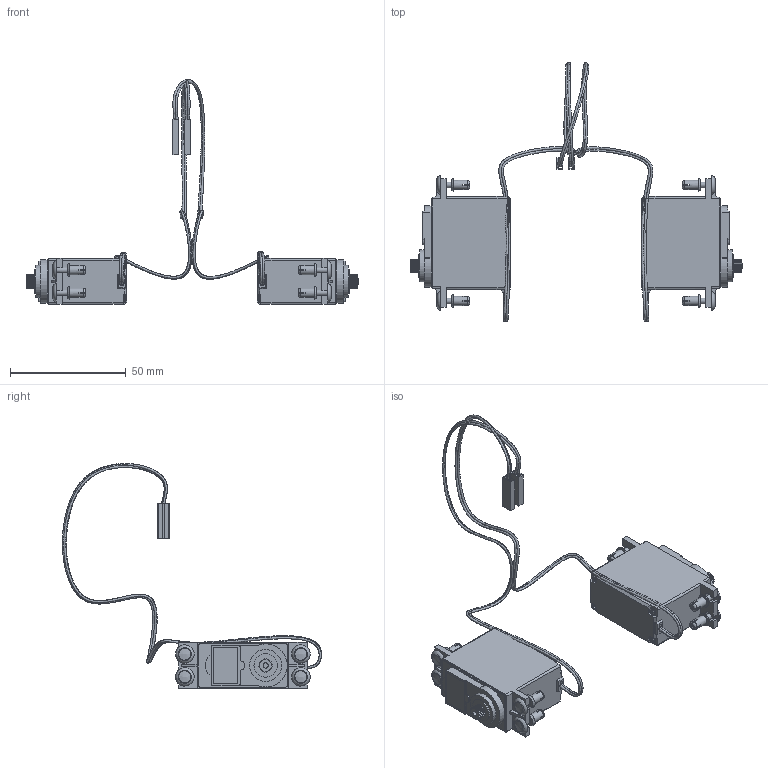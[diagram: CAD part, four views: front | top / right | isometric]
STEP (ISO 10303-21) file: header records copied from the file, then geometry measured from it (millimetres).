
FILE_DESCRIPTION( ( '' ), ' ' );
FILE_NAME( '5e2f036e81632712b220e645.step', '2020-01-27T15:36:15', ( '' ), ( '' ), ' ', ' ', ' ' );
FILE_SCHEMA( ( 'AUTOMOTIVE_DESIGN { 1 0 10303 214 1 1 1 1 }' ) );
Length unit declared in the file: metre
Products named in the file (8): Assem1; 11-6002 Quick Connect - Medium; M1 Red Wire; Molex 2-Wire; M0 Red Wire; Matrix Servo; M1 Black Wire; M0 Black Wire
Assembly tree (16 placements, depth 2):
  Assem1
    11-6002 Quick Connect - Medium  x8
    M1 Red Wire
    Molex 2-Wire  x2
    M0 Red Wire
    Matrix Servo  x2
    M1 Black Wire
    M0 Black Wire
Bounding box: 143.17 x 111.8 x 97.01 mm (x, y, z)
Volume: 62310.6 mm3; surface area: 21539.3 mm2
Topology: 16 solids, 16 shells, 1018 faces, 2880 edges, 1964 vertices
Faces by surface type: plane 638, cylinder 216, sphere 56, torus 56, cone 48, bspline 4
Full cylindrical faces by diameter (mm): 2.261 x2, 2.45 x16, 2.55 x16, 3.277 x8, 4 x8, 10.058 x2, 13.868 x2
Entity records: 19570 total; most frequent: CARTESIAN_POINT 6293, ORIENTED_EDGE 2116, DIRECTION 1997, EDGE_CURVE 1058, VERTEX_POINT 726, AXIS2_PLACEMENT_3D 687, LINE 623, VECTOR 623
